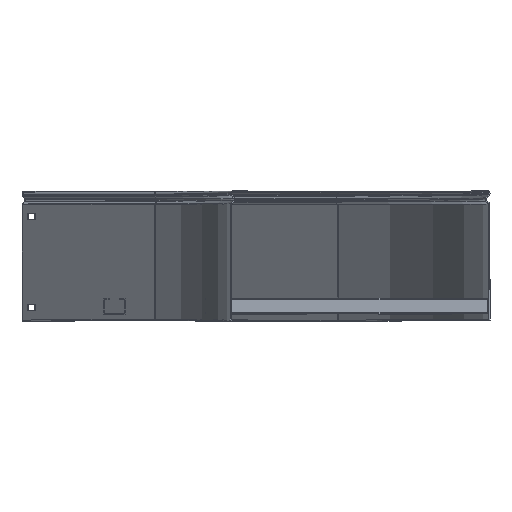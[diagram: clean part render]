
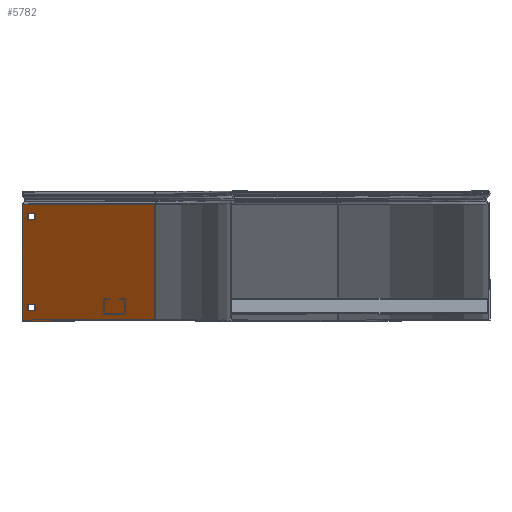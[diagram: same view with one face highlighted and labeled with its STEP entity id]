
A CAD part, top view. The second image highlights one B-rep face of the part: STEP entity #5782.
In plain terms, the highlighted planar face has unit normal (-0.707, 0, 0.707).
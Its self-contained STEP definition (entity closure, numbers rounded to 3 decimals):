
#67 = EDGE_CURVE ( 'NONE', #6657, #2767, #980, .T. ) ;
#77 = CARTESIAN_POINT ( 'NONE',  ( 73.539, 19.5, -350.725 ) ) ;
#140 = ORIENTED_EDGE ( 'NONE', *, *, #67, .F. ) ;
#160 = VERTEX_POINT ( 'NONE', #6597 ) ;
#184 = CARTESIAN_POINT ( 'NONE',  ( 65.054, 19.5, -359.21 ) ) ;
#226 = VERTEX_POINT ( 'NONE', #6572 ) ;
#230 = DIRECTION ( 'NONE',  ( 0.707, 0., 0.707 ) ) ;
#259 = CARTESIAN_POINT ( 'NONE',  ( 480.632, 0., 56.368 ) ) ;
#345 = EDGE_CURVE ( 'NONE', #6293, #6657, #2199, .T. ) ;
#364 = ORIENTED_EDGE ( 'NONE', *, *, #461, .F. ) ;
#461 = EDGE_CURVE ( 'NONE', #226, #4457, #7194, .T. ) ;
#485 = EDGE_LOOP ( 'NONE', ( #5203, #140, #6502, #1378, #1399, #3833 ) ) ;
#565 = DIRECTION ( 'NONE',  ( 0.707, 0., 0.707 ) ) ;
#926 = ORIENTED_EDGE ( 'NONE', *, *, #3958, .F. ) ;
#980 = LINE ( 'NONE', #4132, #1165 ) ;
#1013 = FACE_OUTER_BOUND ( 'NONE', #485, .T. ) ;
#1034 = DIRECTION ( 'NONE',  ( 0., -1., 0. ) ) ;
#1036 = EDGE_CURVE ( 'NONE', #1599, #1214, #1902, .T. ) ;
#1070 = CARTESIAN_POINT ( 'NONE',  ( 73.539, 124.5, -350.725 ) ) ;
#1164 = VECTOR ( 'NONE', #4265, 1000. ) ;
#1165 = VECTOR ( 'NONE', #2889, 1000. ) ;
#1211 = VECTOR ( 'NONE', #1034, 1000. ) ;
#1214 = VERTEX_POINT ( 'NONE', #7524 ) ;
#1301 = EDGE_CURVE ( 'NONE', #1214, #2767, #4069, .T. ) ;
#1344 = CARTESIAN_POINT ( 'NONE',  ( 65.054, 124.5, -359.21 ) ) ;
#1378 = ORIENTED_EDGE ( 'NONE', *, *, #5097, .F. ) ;
#1379 = VERTEX_POINT ( 'NONE', #1070 ) ;
#1399 = ORIENTED_EDGE ( 'NONE', *, *, #4494, .T. ) ;
#1402 = LINE ( 'NONE', #2365, #3644 ) ;
#1514 = LINE ( 'NONE', #4816, #5632 ) ;
#1599 = VERTEX_POINT ( 'NONE', #5569 ) ;
#1651 = CARTESIAN_POINT ( 'NONE',  ( 58.69, 134.499, -365.574 ) ) ;
#1809 = VECTOR ( 'NONE', #4633, 1000. ) ;
#1902 = LINE ( 'NONE', #259, #5189 ) ;
#2102 = CARTESIAN_POINT ( 'NONE',  ( 73.539, 124.5, -350.725 ) ) ;
#2156 = ORIENTED_EDGE ( 'NONE', *, *, #3678, .F. ) ;
#2199 = LINE ( 'NONE', #4935, #6432 ) ;
#2206 = VERTEX_POINT ( 'NONE', #1344 ) ;
#2239 = CARTESIAN_POINT ( 'NONE',  ( 65.054, 124.5, -359.21 ) ) ;
#2365 = CARTESIAN_POINT ( 'NONE',  ( 58.69, 2.2, -365.574 ) ) ;
#2380 = ORIENTED_EDGE ( 'NONE', *, *, #5429, .F. ) ;
#2381 = LINE ( 'NONE', #4323, #1164 ) ;
#2455 = VECTOR ( 'NONE', #2839, 1000. ) ;
#2581 = VECTOR ( 'NONE', #2628, 1000. ) ;
#2628 = DIRECTION ( 'NONE',  ( 0.707, 0., 0.707 ) ) ;
#2705 = VERTEX_POINT ( 'NONE', #77 ) ;
#2767 = VERTEX_POINT ( 'NONE', #4983 ) ;
#2839 = DIRECTION ( 'NONE',  ( -0.707, 0., -0.707 ) ) ;
#2889 = DIRECTION ( 'NONE',  ( 0.707, 0., 0.707 ) ) ;
#2890 = LINE ( 'NONE', #6310, #1211 ) ;
#2970 = ORIENTED_EDGE ( 'NONE', *, *, #6071, .F. ) ;
#3106 = LINE ( 'NONE', #2239, #2455 ) ;
#3303 = CARTESIAN_POINT ( 'NONE',  ( 65.054, 117.5, -359.21 ) ) ;
#3366 = CARTESIAN_POINT ( 'NONE',  ( 58.69, 135.525, -365.574 ) ) ;
#3431 = ORIENTED_EDGE ( 'NONE', *, *, #7722, .F. ) ;
#3457 = CARTESIAN_POINT ( 'NONE',  ( 212.132, 2.2, -212.132 ) ) ;
#3477 = LINE ( 'NONE', #7782, #5346 ) ;
#3644 = VECTOR ( 'NONE', #6567, 1000. ) ;
#3678 = EDGE_CURVE ( 'NONE', #1379, #2206, #3106, .T. ) ;
#3725 = CARTESIAN_POINT ( 'NONE',  ( 65.054, 19.5, -359.21 ) ) ;
#3833 = ORIENTED_EDGE ( 'NONE', *, *, #1036, .T. ) ;
#3925 = DIRECTION ( 'NONE',  ( -0.707, 0., -0.707 ) ) ;
#3927 = VECTOR ( 'NONE', #6805, 1000. ) ;
#3958 = EDGE_CURVE ( 'NONE', #6879, #4932, #1514, .T. ) ;
#3969 = CARTESIAN_POINT ( 'NONE',  ( 73.539, 12.5, -350.725 ) ) ;
#4069 = LINE ( 'NONE', #3457, #1809 ) ;
#4087 = DIRECTION ( 'NONE',  ( 0., -1., 0. ) ) ;
#4132 = CARTESIAN_POINT ( 'NONE',  ( 212.132, 135.525, -212.132 ) ) ;
#4168 = DIRECTION ( 'NONE',  ( -0.707, 0., 0.707 ) ) ;
#4216 = VECTOR ( 'NONE', #5020, 1000. ) ;
#4265 = DIRECTION ( 'NONE',  ( 0., 1., 0. ) ) ;
#4281 = EDGE_LOOP ( 'NONE', ( #5033, #2156, #5853, #364 ) ) ;
#4304 = FACE_BOUND ( 'NONE', #4281, .T. ) ;
#4323 = CARTESIAN_POINT ( 'NONE',  ( 73.539, 19.5, -350.725 ) ) ;
#4457 = VERTEX_POINT ( 'NONE', #4632 ) ;
#4491 = FACE_BOUND ( 'NONE', #6527, .T. ) ;
#4494 = EDGE_CURVE ( 'NONE', #160, #1599, #3477, .T. ) ;
#4632 = CARTESIAN_POINT ( 'NONE',  ( 73.539, 117.5, -350.725 ) ) ;
#4633 = DIRECTION ( 'NONE',  ( 0., 1., 0. ) ) ;
#4765 = DIRECTION ( 'NONE',  ( 0.707, 0., 0.707 ) ) ;
#4816 = CARTESIAN_POINT ( 'NONE',  ( 65.054, 12.5, -359.21 ) ) ;
#4888 = EDGE_CURVE ( 'NONE', #4457, #1379, #7628, .T. ) ;
#4906 = EDGE_CURVE ( 'NONE', #2206, #226, #2890, .T. ) ;
#4932 = VERTEX_POINT ( 'NONE', #3969 ) ;
#4935 = CARTESIAN_POINT ( 'NONE',  ( 58.69, 2.2, -365.574 ) ) ;
#4939 = VECTOR ( 'NONE', #3925, 1000. ) ;
#4983 = CARTESIAN_POINT ( 'NONE',  ( 212.132, 135.525, -212.132 ) ) ;
#5020 = DIRECTION ( 'NONE',  ( 0., 1., 0. ) ) ;
#5033 = ORIENTED_EDGE ( 'NONE', *, *, #4906, .F. ) ;
#5097 = EDGE_CURVE ( 'NONE', #160, #6293, #1402, .T. ) ;
#5189 = VECTOR ( 'NONE', #230, 1000. ) ;
#5203 = ORIENTED_EDGE ( 'NONE', *, *, #1301, .T. ) ;
#5211 = CARTESIAN_POINT ( 'NONE',  ( 65.054, 19.5, -359.21 ) ) ;
#5346 = VECTOR ( 'NONE', #4087, 1000. ) ;
#5400 = VERTEX_POINT ( 'NONE', #3725 ) ;
#5429 = EDGE_CURVE ( 'NONE', #5400, #6879, #5988, .T. ) ;
#5569 = CARTESIAN_POINT ( 'NONE',  ( 58.69, 0., -365.574 ) ) ;
#5632 = VECTOR ( 'NONE', #4765, 1000. ) ;
#5782 = ADVANCED_FACE ( 'NONE', ( #4491, #4304, #1013 ), #6559, .T. ) ;
#5783 = CARTESIAN_POINT ( 'NONE',  ( 65.054, 12.5, -359.21 ) ) ;
#5853 = ORIENTED_EDGE ( 'NONE', *, *, #4888, .F. ) ;
#5988 = LINE ( 'NONE', #184, #3927 ) ;
#6071 = EDGE_CURVE ( 'NONE', #2705, #5400, #6546, .T. ) ;
#6293 = VERTEX_POINT ( 'NONE', #1651 ) ;
#6310 = CARTESIAN_POINT ( 'NONE',  ( 65.054, 124.5, -359.21 ) ) ;
#6432 = VECTOR ( 'NONE', #7342, 1000. ) ;
#6502 = ORIENTED_EDGE ( 'NONE', *, *, #345, .F. ) ;
#6527 = EDGE_LOOP ( 'NONE', ( #2380, #2970, #3431, #926 ) ) ;
#6546 = LINE ( 'NONE', #5211, #4939 ) ;
#6559 = PLANE ( 'NONE',  #7247 ) ;
#6567 = DIRECTION ( 'NONE',  ( 0., 1., 0. ) ) ;
#6572 = CARTESIAN_POINT ( 'NONE',  ( 65.054, 117.5, -359.21 ) ) ;
#6597 = CARTESIAN_POINT ( 'NONE',  ( 58.69, 2.2, -365.574 ) ) ;
#6657 = VERTEX_POINT ( 'NONE', #3366 ) ;
#6805 = DIRECTION ( 'NONE',  ( 0., -1., 0. ) ) ;
#6879 = VERTEX_POINT ( 'NONE', #5783 ) ;
#7194 = LINE ( 'NONE', #3303, #2581 ) ;
#7247 = AXIS2_PLACEMENT_3D ( 'NONE', #7787, #4168, #565 ) ;
#7342 = DIRECTION ( 'NONE',  ( 0., 1., 0. ) ) ;
#7524 = CARTESIAN_POINT ( 'NONE',  ( 212.132, 0., -212.132 ) ) ;
#7628 = LINE ( 'NONE', #2102, #4216 ) ;
#7722 = EDGE_CURVE ( 'NONE', #4932, #2705, #2381, .T. ) ;
#7782 = CARTESIAN_POINT ( 'NONE',  ( 58.69, 2.2, -365.574 ) ) ;
#7787 = CARTESIAN_POINT ( 'NONE',  ( 212.132, 2.2, -212.132 ) ) ;
